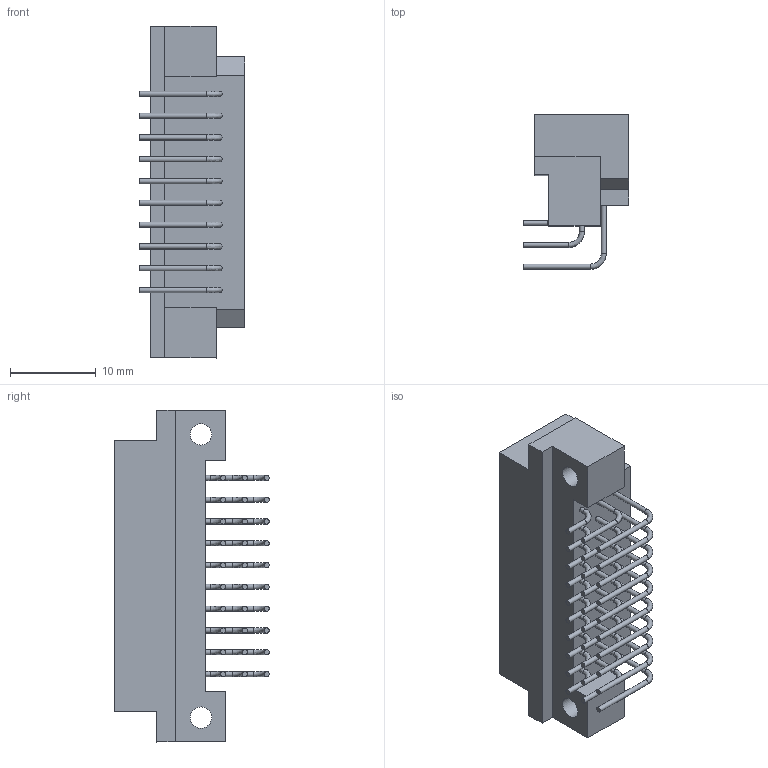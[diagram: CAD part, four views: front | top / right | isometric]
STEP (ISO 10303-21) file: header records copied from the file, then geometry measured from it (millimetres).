
FILE_DESCRIPTION(/* description */ (''),/* implementation_level */ '2;1');
FILE_NAME(/* name */ '100176012ugm000_b.stp',/* time_stamp */ '2016-06-07T07:14:11+02:00',/* author */ (''),/* organization */ (''),/* preprocessor_version */ 'ST-DEVELOPER v16',/* originating_system */ 'SIEMENS PLM Software NX 10.0',/* authorisation */ '');
FILE_SCHEMA (('AUTOMOTIVE_DESIGN { 1 0 10303 214 3 1 1 1 }'));
Length unit declared in the file: millimetre
Products named in the file (1): 100176012ugm000_b
Bounding box: 12.35 x 18.02 x 38.7 mm (x, y, z)
Volume: 2358.2 mm3; surface area: 3273.7 mm2
Topology: 1 solids, 1 shells, 229 faces, 422 edges, 256 vertices
Faces by surface type: plane 107, bspline 90, cylinder 32
Full cylindrical faces by diameter (mm): 0.6 x30, 2.5 x2
Entity records: 7323 total; most frequent: CARTESIAN_POINT 2166, DIRECTION 764, ORIENTED_EDGE 600, EDGE_LOOP 416, AXIS2_PLACEMENT_3D 324, FACE_BOUND 315, EDGE_CURVE 300, VERTEX_POINT 256
